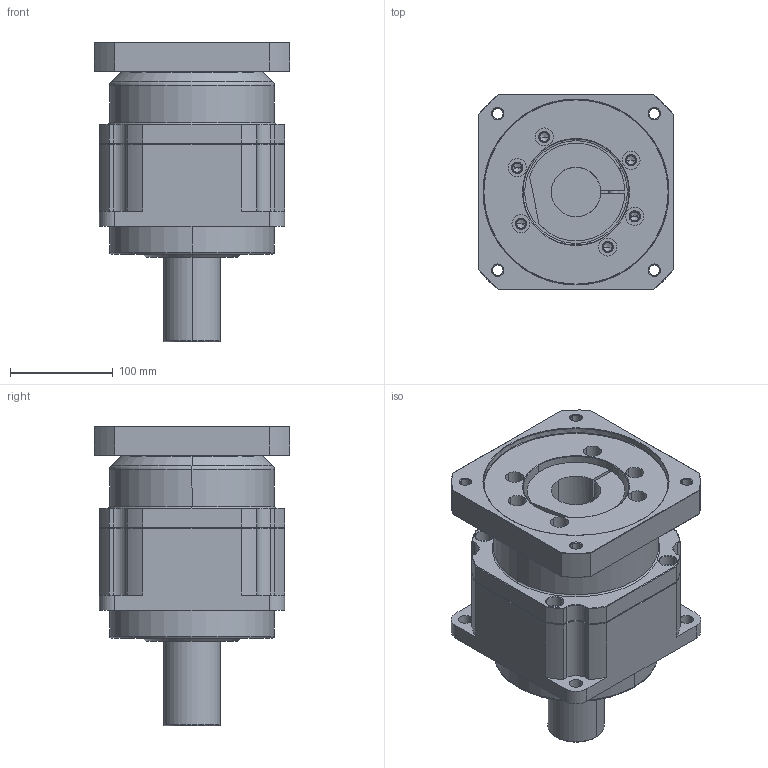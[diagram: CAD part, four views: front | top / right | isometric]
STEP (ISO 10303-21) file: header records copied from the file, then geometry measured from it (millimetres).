
FILE_DESCRIPTION((''),'2;1');
FILE_NAME('AF1801-P0403600601_ASM','2008-09-18T',('d00080'),(''),'PRO/ENGINEER BY PARAMETRIC TECHNOLOGY CORPORATION, 2006170','PRO/ENGINEER BY PARAMETRIC TECHNOLOGY CORPORATION, 2006170','');
FILE_SCHEMA(('CONFIG_CONTROL_DESIGN'));
Length unit declared in the file: millimetre
Products named in the file (4): AF1801; P1301600001; P0403600601; AF1801-P0403600601_ASM
Assembly tree (3 placements, depth 2):
  AF1801-P0403600601_ASM
    AF1801
    P1301600001
    P0403600601
Bounding box: 190 x 190 x 291 mm (x, y, z)
Volume: 4621308.6 mm3; surface area: 405332.8 mm2
Topology: 3 solids, 15 shells, 456 faces, 1059 edges, 639 vertices
Faces by surface type: cylinder 185, cone 112, plane 101, torus 58
Entity records: 13281 total; most frequent: DIRECTION 2479, CARTESIAN_POINT 2463, ORIENTED_EDGE 2040, EDGE_CURVE 1045, AXIS2_PLACEMENT_3D 1032, VERTEX_POINT 639, CIRCLE 563, EDGE_LOOP 544
